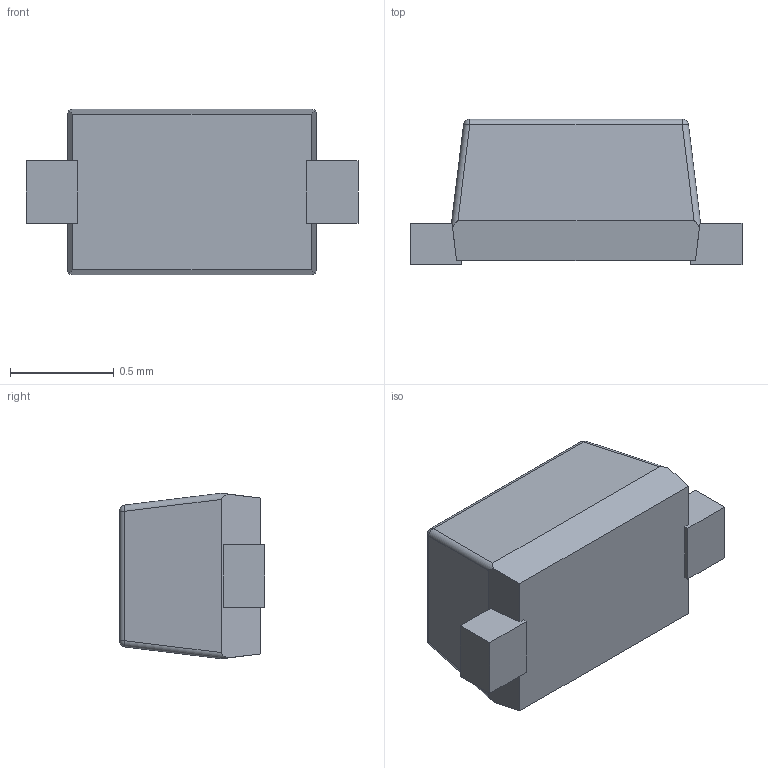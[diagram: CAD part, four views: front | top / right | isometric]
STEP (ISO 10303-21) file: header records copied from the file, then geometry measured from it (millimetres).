
FILE_DESCRIPTION (( 'STEP AP214' ), '1' );
FILE_NAME ('SOD-523F.step', '2011-02-16T12:08:55', ( 'Andre' ), ( 'Microsoft' ), 'SwSTEP 2.0', 'SolidWorks 2009', '' );
FILE_SCHEMA (( 'AUTOMOTIVE_DESIGN' ));
Length unit declared in the file: millimetre
Products named in the file (1): SOD-523F
Bounding box: 1.6 x 0.7 x 0.8 mm (x, y, z)
Volume: 0.6 mm3; surface area: 4.6 mm2
Topology: 1 solids, 1 shells, 39 faces, 99 edges, 58 vertices
Faces by surface type: plane 27, cylinder 8, sphere 4
Entity records: 1565 total; most frequent: CARTESIAN_POINT 217, ORIENTED_EDGE 190, DIRECTION 179, EDGE_CURVE 95, VECTOR 75, LINE 75, VERTEX_POINT 58, AXIS2_PLACEMENT_3D 52
